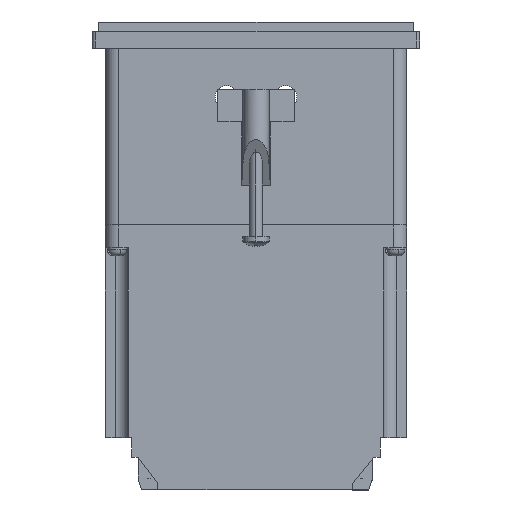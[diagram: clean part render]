
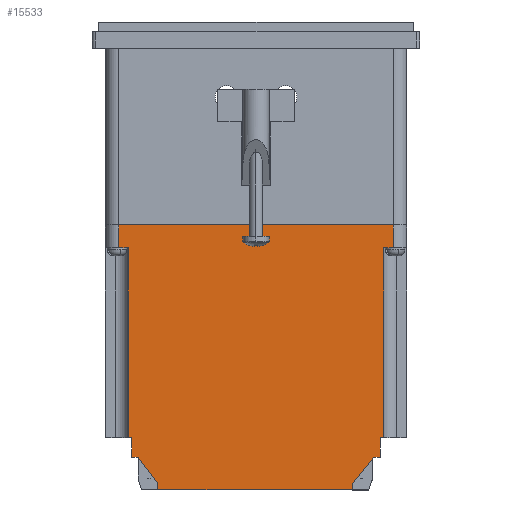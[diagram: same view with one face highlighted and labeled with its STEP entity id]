
A CAD part, left-side view. The second image highlights one B-rep face of the part: STEP entity #15533.
In plain terms, the highlighted planar face has unit normal (-1, 0, 0).
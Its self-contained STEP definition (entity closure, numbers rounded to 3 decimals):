
#482 = AXIS2_PLACEMENT_3D ( 'NONE', #64622, #117194, #75647 ) ;
#1445 = VECTOR ( 'NONE', #120671, 1000. ) ;
#1523 = CARTESIAN_POINT ( 'NONE',  ( 0., 8., -65. ) ) ;
#4237 = CARTESIAN_POINT ( 'NONE',  ( 0., 4., -81. ) ) ;
#4489 = VERTEX_POINT ( 'NONE', #9954 ) ;
#4541 = EDGE_CURVE ( 'NONE', #88330, #95285, #34413, .T. ) ;
#5611 = VERTEX_POINT ( 'NONE', #62563 ) ;
#8471 = VECTOR ( 'NONE', #8710, 1000. ) ;
#8710 = DIRECTION ( 'NONE',  ( 0., 0., -1. ) ) ;
#9954 = CARTESIAN_POINT ( 'NONE',  ( 0., 4., 0. ) ) ;
#10413 = VERTEX_POINT ( 'NONE', #61068 ) ;
#12416 = PLANE ( 'NONE',  #482 ) ;
#13221 = ORIENTED_EDGE ( 'NONE', *, *, #81691, .F. ) ;
#14189 = LINE ( 'NONE', #112114, #88462 ) ;
#14201 = EDGE_CURVE ( 'NONE', #118076, #15262, #84049, .T. ) ;
#15081 = LINE ( 'NONE', #39269, #8471 ) ;
#15262 = VERTEX_POINT ( 'NONE', #65856 ) ;
#15533 = ADVANCED_FACE ( 'NONE', ( #54910 ), #12416, .T. ) ;
#19466 = EDGE_CURVE ( 'NONE', #31453, #89141, #36990, .T. ) ;
#19921 = EDGE_CURVE ( 'NONE', #74529, #4489, #99524, .T. ) ;
#20393 = VERTEX_POINT ( 'NONE', #65435 ) ;
#20727 = CARTESIAN_POINT ( 'NONE',  ( 0., 76., -79. ) ) ;
#21805 = CARTESIAN_POINT ( 'NONE',  ( 0., 92., -7. ) ) ;
#22127 = LINE ( 'NONE', #21805, #99766 ) ;
#22160 = CARTESIAN_POINT ( 'NONE',  ( 0., 88., 0. ) ) ;
#22508 = LINE ( 'NONE', #36916, #68770 ) ;
#24105 = VERTEX_POINT ( 'NONE', #112734 ) ;
#24748 = DIRECTION ( 'NONE',  ( 0., 1., 0. ) ) ;
#25472 = CARTESIAN_POINT ( 'NONE',  ( 0., 88., -81. ) ) ;
#27307 = EDGE_CURVE ( 'NONE', #47588, #24105, #70569, .T. ) ;
#29191 = ORIENTED_EDGE ( 'NONE', *, *, #76829, .F. ) ;
#30153 = EDGE_CURVE ( 'NONE', #5611, #58840, #125756, .T. ) ;
#31412 = CARTESIAN_POINT ( 'NONE',  ( 0., 7., -7. ) ) ;
#31453 = VERTEX_POINT ( 'NONE', #102395 ) ;
#31586 = EDGE_LOOP ( 'NONE', ( #77734, #13221, #93639, #40159, #77825, #47181, #109239, #49295, #55547, #29191, #93439, #36628, #98741, #101606, #126695, #42983, #111750, #90302 ) ) ;
#32134 = VECTOR ( 'NONE', #109610, 1000. ) ;
#33860 = VERTEX_POINT ( 'NONE', #122854 ) ;
#34413 = LINE ( 'NONE', #55182, #115283 ) ;
#36335 = CARTESIAN_POINT ( 'NONE',  ( 0., 84., -71. ) ) ;
#36628 = ORIENTED_EDGE ( 'NONE', *, *, #67254, .F. ) ;
#36916 = CARTESIAN_POINT ( 'NONE',  ( 0., 92., 0. ) ) ;
#36990 = LINE ( 'NONE', #90180, #76489 ) ;
#39269 = CARTESIAN_POINT ( 'NONE',  ( 0., 84., -65. ) ) ;
#40159 = ORIENTED_EDGE ( 'NONE', *, *, #125391, .F. ) ;
#42983 = ORIENTED_EDGE ( 'NONE', *, *, #27307, .F. ) ;
#43556 = DIRECTION ( 'NONE',  ( 0., 1., 0. ) ) ;
#45239 = DIRECTION ( 'NONE',  ( 0., -1., 0. ) ) ;
#45957 = VECTOR ( 'NONE', #24748, 1000. ) ;
#46761 = DIRECTION ( 'NONE',  ( 0., 0., -1. ) ) ;
#46919 = CARTESIAN_POINT ( 'NONE',  ( 0., 84., -65. ) ) ;
#47181 = ORIENTED_EDGE ( 'NONE', *, *, #128736, .F. ) ;
#47588 = VERTEX_POINT ( 'NONE', #90089 ) ;
#49295 = ORIENTED_EDGE ( 'NONE', *, *, #114117, .F. ) ;
#50463 = EDGE_CURVE ( 'NONE', #20393, #10413, #15081, .T. ) ;
#50788 = CARTESIAN_POINT ( 'NONE',  ( 0., 82., -71. ) ) ;
#54498 = VECTOR ( 'NONE', #45239, 1000. ) ;
#54595 = LINE ( 'NONE', #119963, #76011 ) ;
#54910 = FACE_OUTER_BOUND ( 'NONE', #31586, .T. ) ;
#55182 = CARTESIAN_POINT ( 'NONE',  ( 0., 8., -65. ) ) ;
#55547 = ORIENTED_EDGE ( 'NONE', *, *, #50463, .T. ) ;
#55836 = CARTESIAN_POINT ( 'NONE',  ( 0., 92., -81. ) ) ;
#58840 = VERTEX_POINT ( 'NONE', #81581 ) ;
#59088 = VECTOR ( 'NONE', #92408, 1000. ) ;
#61068 = CARTESIAN_POINT ( 'NONE',  ( 0., 84., -71. ) ) ;
#62548 = VECTOR ( 'NONE', #46761, 1000. ) ;
#62563 = CARTESIAN_POINT ( 'NONE',  ( 0., 85., -7. ) ) ;
#64109 = VERTEX_POINT ( 'NONE', #20727 ) ;
#64622 = CARTESIAN_POINT ( 'NONE',  ( 0., 92., -81. ) ) ;
#65435 = CARTESIAN_POINT ( 'NONE',  ( 0., 84., -65. ) ) ;
#65856 = CARTESIAN_POINT ( 'NONE',  ( 0., 88., -7. ) ) ;
#66351 = VECTOR ( 'NONE', #91794, 1000. ) ;
#66590 = VECTOR ( 'NONE', #84867, 1000. ) ;
#67254 = EDGE_CURVE ( 'NONE', #129022, #64109, #54595, .T. ) ;
#68770 = VECTOR ( 'NONE', #131321, 1000. ) ;
#69327 = LINE ( 'NONE', #55836, #54498 ) ;
#70569 = LINE ( 'NONE', #84802, #59088 ) ;
#74529 = VERTEX_POINT ( 'NONE', #135580 ) ;
#75647 = DIRECTION ( 'NONE',  ( 0., -1., 0. ) ) ;
#76011 = VECTOR ( 'NONE', #99719, 1000. ) ;
#76489 = VECTOR ( 'NONE', #79638, 1000. ) ;
#76829 = EDGE_CURVE ( 'NONE', #106303, #10413, #87126, .T. ) ;
#77734 = ORIENTED_EDGE ( 'NONE', *, *, #99591, .F. ) ;
#77825 = ORIENTED_EDGE ( 'NONE', *, *, #14201, .T. ) ;
#79372 = DIRECTION ( 'NONE',  ( 0., 0., 1. ) ) ;
#79638 = DIRECTION ( 'NONE',  ( 0., 0., -1. ) ) ;
#80675 = LINE ( 'NONE', #46919, #1445 ) ;
#81118 = LINE ( 'NONE', #50788, #66351 ) ;
#81344 = DIRECTION ( 'NONE',  ( 0., 0., -1. ) ) ;
#81581 = CARTESIAN_POINT ( 'NONE',  ( 0., 85., -65. ) ) ;
#81668 = LINE ( 'NONE', #125661, #126226 ) ;
#81691 = EDGE_CURVE ( 'NONE', #74529, #33860, #14189, .T. ) ;
#84049 = LINE ( 'NONE', #25472, #62548 ) ;
#84802 = CARTESIAN_POINT ( 'NONE',  ( 0., 8., -71. ) ) ;
#84867 = DIRECTION ( 'NONE',  ( 0., 0., -1. ) ) ;
#86039 = DIRECTION ( 'NONE',  ( 0., 1., 0. ) ) ;
#87126 = LINE ( 'NONE', #36335, #45957 ) ;
#88330 = VERTEX_POINT ( 'NONE', #94938 ) ;
#88462 = VECTOR ( 'NONE', #132764, 1000. ) ;
#89141 = VERTEX_POINT ( 'NONE', #121060 ) ;
#90089 = CARTESIAN_POINT ( 'NONE',  ( 0., 8., -71. ) ) ;
#90180 = CARTESIAN_POINT ( 'NONE',  ( 0., 16.5, -81. ) ) ;
#90302 = ORIENTED_EDGE ( 'NONE', *, *, #4541, .F. ) ;
#91794 = DIRECTION ( 'NONE',  ( 0., 0.6, 0.8 ) ) ;
#92408 = DIRECTION ( 'NONE',  ( 0., 1., 0. ) ) ;
#92918 = CARTESIAN_POINT ( 'NONE',  ( 0., 82., -71. ) ) ;
#93439 = ORIENTED_EDGE ( 'NONE', *, *, #113449, .F. ) ;
#93639 = ORIENTED_EDGE ( 'NONE', *, *, #19921, .T. ) ;
#94938 = CARTESIAN_POINT ( 'NONE',  ( 0., 7., -65. ) ) ;
#95285 = VERTEX_POINT ( 'NONE', #1523 ) ;
#98741 = ORIENTED_EDGE ( 'NONE', *, *, #126808, .T. ) ;
#99029 = CARTESIAN_POINT ( 'NONE',  ( 0., 10., -71. ) ) ;
#99524 = LINE ( 'NONE', #4237, #111023 ) ;
#99591 = EDGE_CURVE ( 'NONE', #33860, #88330, #109502, .T. ) ;
#99719 = DIRECTION ( 'NONE',  ( 0., 0., 1. ) ) ;
#99766 = VECTOR ( 'NONE', #43556, 1000. ) ;
#101049 = VECTOR ( 'NONE', #115808, 1000. ) ;
#101606 = ORIENTED_EDGE ( 'NONE', *, *, #19466, .F. ) ;
#102395 = CARTESIAN_POINT ( 'NONE',  ( 0., 16.5, -79. ) ) ;
#106303 = VERTEX_POINT ( 'NONE', #92918 ) ;
#106376 = LINE ( 'NONE', #99029, #32134 ) ;
#109239 = ORIENTED_EDGE ( 'NONE', *, *, #30153, .T. ) ;
#109502 = LINE ( 'NONE', #31412, #66590 ) ;
#109610 = DIRECTION ( 'NONE',  ( 0., 0.631, -0.776 ) ) ;
#111023 = VECTOR ( 'NONE', #79372, 1000. ) ;
#111750 = ORIENTED_EDGE ( 'NONE', *, *, #126178, .F. ) ;
#112114 = CARTESIAN_POINT ( 'NONE',  ( 0., 0., -7. ) ) ;
#112734 = CARTESIAN_POINT ( 'NONE',  ( 0., 10., -71. ) ) ;
#113449 = EDGE_CURVE ( 'NONE', #64109, #106303, #81118, .T. ) ;
#114117 = EDGE_CURVE ( 'NONE', #20393, #58840, #80675, .T. ) ;
#115283 = VECTOR ( 'NONE', #86039, 1000. ) ;
#115808 = DIRECTION ( 'NONE',  ( 0., 0., -1. ) ) ;
#117194 = DIRECTION ( 'NONE',  ( -1., 0., 0. ) ) ;
#117626 = CARTESIAN_POINT ( 'NONE',  ( 0., 85., -7. ) ) ;
#118076 = VERTEX_POINT ( 'NONE', #22160 ) ;
#119963 = CARTESIAN_POINT ( 'NONE',  ( 0., 76., -81. ) ) ;
#120671 = DIRECTION ( 'NONE',  ( 0., 1., 0. ) ) ;
#121060 = CARTESIAN_POINT ( 'NONE',  ( 0., 16.5, -81. ) ) ;
#121804 = EDGE_CURVE ( 'NONE', #24105, #31453, #106376, .T. ) ;
#122854 = CARTESIAN_POINT ( 'NONE',  ( 0., 7., -7. ) ) ;
#125391 = EDGE_CURVE ( 'NONE', #118076, #4489, #22508, .T. ) ;
#125661 = CARTESIAN_POINT ( 'NONE',  ( 0., 8., -65. ) ) ;
#125756 = LINE ( 'NONE', #117626, #101049 ) ;
#126178 = EDGE_CURVE ( 'NONE', #95285, #47588, #81668, .T. ) ;
#126226 = VECTOR ( 'NONE', #81344, 1000. ) ;
#126695 = ORIENTED_EDGE ( 'NONE', *, *, #121804, .F. ) ;
#126808 = EDGE_CURVE ( 'NONE', #129022, #89141, #69327, .T. ) ;
#128736 = EDGE_CURVE ( 'NONE', #5611, #15262, #22127, .T. ) ;
#129022 = VERTEX_POINT ( 'NONE', #131463 ) ;
#131321 = DIRECTION ( 'NONE',  ( 0., -1., 0. ) ) ;
#131463 = CARTESIAN_POINT ( 'NONE',  ( 0., 76., -81. ) ) ;
#132764 = DIRECTION ( 'NONE',  ( 0., 1., 0. ) ) ;
#135580 = CARTESIAN_POINT ( 'NONE',  ( 0., 4., -7. ) ) ;
